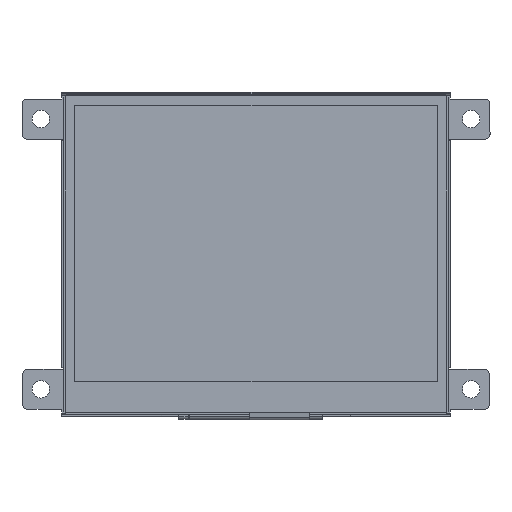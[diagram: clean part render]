
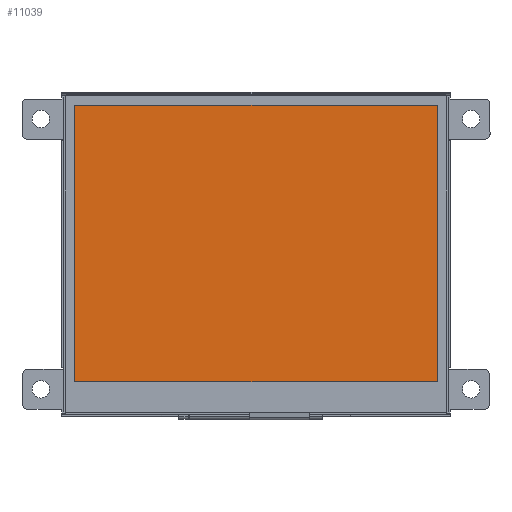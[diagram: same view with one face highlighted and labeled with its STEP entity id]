
A CAD part, top view. The second image highlights one B-rep face of the part: STEP entity #11039.
In plain terms, the highlighted planar face has unit normal (0, 0, 1).
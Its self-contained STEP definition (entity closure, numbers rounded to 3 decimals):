
#742=FACE_OUTER_BOUND('',#1409,.T.);
#1409=EDGE_LOOP('',(#7452,#7453,#7454,#7455));
#2144=LINE('',#16161,#3470);
#2147=LINE('',#16167,#3473);
#2150=LINE('',#16173,#3476);
#2153=LINE('',#16177,#3479);
#3470=VECTOR('',#13036,10.);
#3473=VECTOR('',#13041,10.);
#3476=VECTOR('',#13046,10.);
#3479=VECTOR('',#13051,10.);
#4764=VERTEX_POINT('',#16158);
#4765=VERTEX_POINT('',#16160);
#4767=VERTEX_POINT('',#16166);
#4769=VERTEX_POINT('',#16172);
#5808=EDGE_CURVE('',#4765,#4764,#2144,.T.);
#5811=EDGE_CURVE('',#4767,#4765,#2147,.T.);
#5814=EDGE_CURVE('',#4769,#4767,#2150,.T.);
#5817=EDGE_CURVE('',#4764,#4769,#2153,.T.);
#7452=ORIENTED_EDGE('',*,*,#5817,.T.);
#7453=ORIENTED_EDGE('',*,*,#5814,.T.);
#7454=ORIENTED_EDGE('',*,*,#5811,.T.);
#7455=ORIENTED_EDGE('',*,*,#5808,.T.);
#10353=PLANE('',#11997);
#11039=ADVANCED_FACE('',(#742),#10353,.T.);
#11997=AXIS2_PLACEMENT_3D('',#16179,#13054,#13055);
#13036=DIRECTION('',(0.,1.,0.));
#13041=DIRECTION('',(1.,0.,0.));
#13046=DIRECTION('',(0.,-1.,0.));
#13051=DIRECTION('',(-1.,0.,0.));
#13054=DIRECTION('center_axis',(0.,0.,1.));
#13055=DIRECTION('ref_axis',(1.,0.,0.));
#16158=CARTESIAN_POINT('',(148.305,1823.208,1.1));
#16160=CARTESIAN_POINT('',(148.305,1767.928,1.1));
#16161=CARTESIAN_POINT('',(148.305,1823.208,1.1));
#16166=CARTESIAN_POINT('',(75.805,1767.928,1.1));
#16167=CARTESIAN_POINT('',(148.305,1767.928,1.1));
#16172=CARTESIAN_POINT('',(75.805,1823.208,1.1));
#16173=CARTESIAN_POINT('',(75.805,1767.928,1.1));
#16177=CARTESIAN_POINT('',(75.805,1823.208,1.1));
#16179=CARTESIAN_POINT('Origin',(112.055,1795.568,1.1));
